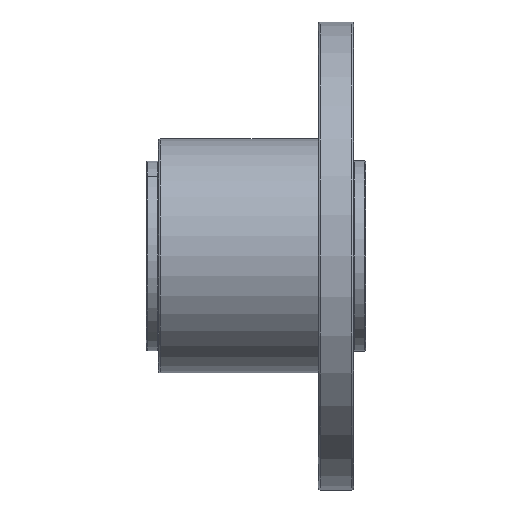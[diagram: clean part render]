
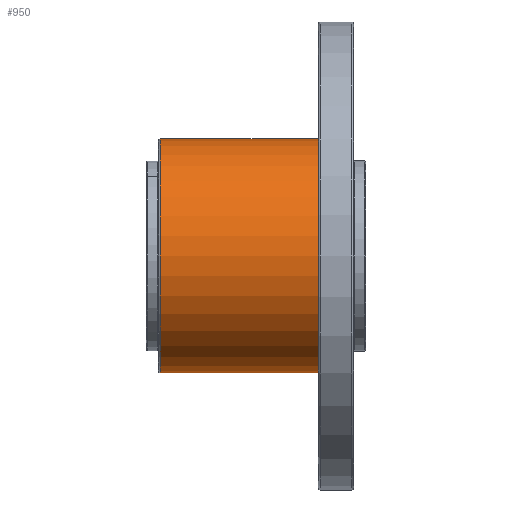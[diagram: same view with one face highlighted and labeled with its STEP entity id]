
A CAD part, left-side view. The second image highlights one B-rep face of the part: STEP entity #950.
In plain terms, the highlighted cylindrical face has radius 15.24 mm (diameter 30.48 mm), a partial arc.
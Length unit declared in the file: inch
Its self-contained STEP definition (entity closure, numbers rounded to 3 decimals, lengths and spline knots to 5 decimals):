
#11 = VECTOR ( 'NONE', #589, 39.37008 ) ;
#30 = EDGE_CURVE ( 'NONE', #1125, #951, #896, .T. ) ;
#42 = LINE ( 'NONE', #696, #11 ) ;
#57 = LINE ( 'NONE', #349, #553 ) ;
#93 = CARTESIAN_POINT ( 'NONE',  ( 0., 0., 0. ) ) ;
#183 = AXIS2_PLACEMENT_3D ( 'NONE', #93, #529, #429 ) ;
#349 = CARTESIAN_POINT ( 'NONE',  ( 0., 0., -0.6 ) ) ;
#354 = CARTESIAN_POINT ( 'NONE',  ( 0., 0.18, -0.6 ) ) ;
#374 = VERTEX_POINT ( 'NONE', #727 ) ;
#397 = CARTESIAN_POINT ( 'NONE',  ( 0., 0.99, 0. ) ) ;
#429 = DIRECTION ( 'NONE',  ( 0., 0., -1. ) ) ;
#456 = FACE_OUTER_BOUND ( 'NONE', #1186, .T. ) ;
#511 = CIRCLE ( 'NONE', #1307, 0.6 ) ;
#529 = DIRECTION ( 'NONE',  ( 0., -1., 0. ) ) ;
#553 = VECTOR ( 'NONE', #656, 39.37008 ) ;
#567 = DIRECTION ( 'NONE',  ( 0., -1., 0. ) ) ;
#589 = DIRECTION ( 'NONE',  ( 0., -1., 0. ) ) ;
#605 = EDGE_CURVE ( 'NONE', #1125, #374, #42, .T. ) ;
#637 = ORIENTED_EDGE ( 'NONE', *, *, #1367, .F. ) ;
#656 = DIRECTION ( 'NONE',  ( 0., -1., 0. ) ) ;
#665 = DIRECTION ( 'NONE',  ( 0., -1., 0. ) ) ;
#695 = CYLINDRICAL_SURFACE ( 'NONE', #183, 0.6 ) ;
#696 = CARTESIAN_POINT ( 'NONE',  ( 0., 0., 0.6 ) ) ;
#702 = CARTESIAN_POINT ( 'NONE',  ( 0., 0.99, 0.6 ) ) ;
#725 = DIRECTION ( 'NONE',  ( 0., 0., -1. ) ) ;
#727 = CARTESIAN_POINT ( 'NONE',  ( 0., 0.18, 0.6 ) ) ;
#896 = CIRCLE ( 'NONE', #1174, 0.6 ) ;
#931 = ORIENTED_EDGE ( 'NONE', *, *, #30, .T. ) ;
#950 = ADVANCED_FACE ( 'NONE', ( #456 ), #695, .T. ) ;
#951 = VERTEX_POINT ( 'NONE', #1069 ) ;
#1035 = VERTEX_POINT ( 'NONE', #354 ) ;
#1069 = CARTESIAN_POINT ( 'NONE',  ( 0., 0.99, -0.6 ) ) ;
#1125 = VERTEX_POINT ( 'NONE', #702 ) ;
#1169 = ORIENTED_EDGE ( 'NONE', *, *, #1303, .T. ) ;
#1174 = AXIS2_PLACEMENT_3D ( 'NONE', #397, #567, #1314 ) ;
#1186 = EDGE_LOOP ( 'NONE', ( #1288, #931, #1169, #637 ) ) ;
#1288 = ORIENTED_EDGE ( 'NONE', *, *, #605, .F. ) ;
#1303 = EDGE_CURVE ( 'NONE', #951, #1035, #57, .T. ) ;
#1306 = CARTESIAN_POINT ( 'NONE',  ( 0., 0.18, 0. ) ) ;
#1307 = AXIS2_PLACEMENT_3D ( 'NONE', #1306, #665, #725 ) ;
#1314 = DIRECTION ( 'NONE',  ( 0., 0., 1. ) ) ;
#1367 = EDGE_CURVE ( 'NONE', #374, #1035, #511, .T. ) ;
